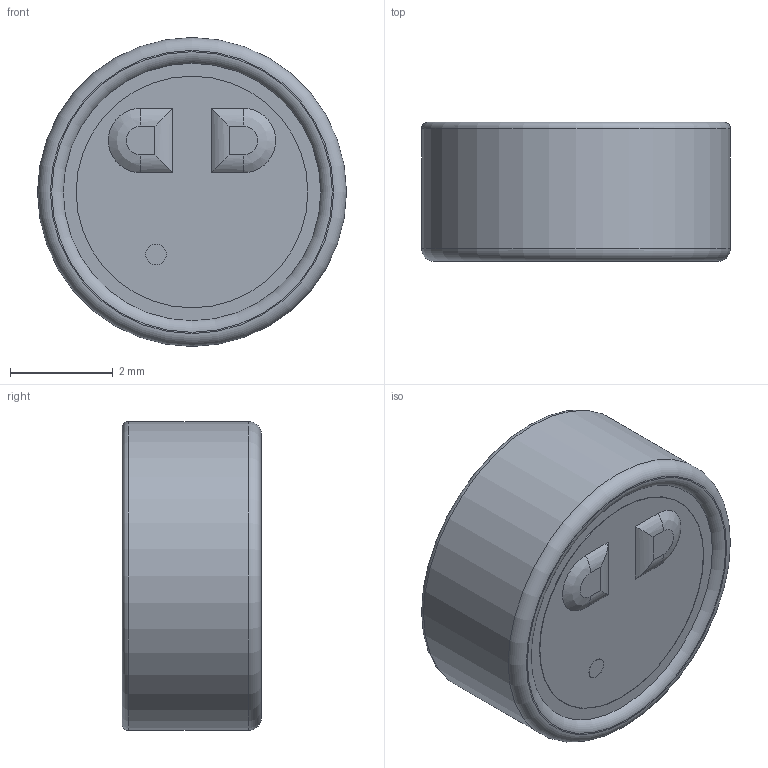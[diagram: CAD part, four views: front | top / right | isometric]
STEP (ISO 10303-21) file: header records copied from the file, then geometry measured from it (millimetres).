
FILE_DESCRIPTION(/* description */ (''),/* implementation_level */ '2;1');
FILE_NAME(/* name */ 'POM-2730L-HD-R.stp',/* time_stamp */ '2018-04-06T10:56:23-04:00',/* author */ ('vandenbroek'),/* organization */ (''),/* preprocessor_version */ 'ST-DEVELOPER v16.1',/* originating_system */ 'Autodesk Inventor 2016',/* authorisation */ '');
FILE_SCHEMA (('AUTOMOTIVE_DESIGN { 1 0 10303 214 3 1 1 }'));
Length unit declared in the file: millimetre
Products named in the file (1): POM-2730L-HD-R
Bounding box: 6 x 2.71 x 6 mm (x, y, z)
Volume: 57.4 mm3; surface area: 175 mm2
Topology: 1 solids, 1 shells, 43 faces, 119 edges, 85 vertices
Faces by surface type: cylinder 29, plane 9, torus 3, bspline 2
Full cylindrical faces by diameter (mm): 0.4 x20, 4.5 x1, 5 x1, 6 x1
Entity records: 1331 total; most frequent: DIRECTION 220, CARTESIAN_POINT 212, ORIENTED_EDGE 148, EDGE_LOOP 112, AXIS2_PLACEMENT_3D 104, EDGE_CURVE 74, FACE_BOUND 69, VERTEX_POINT 66
